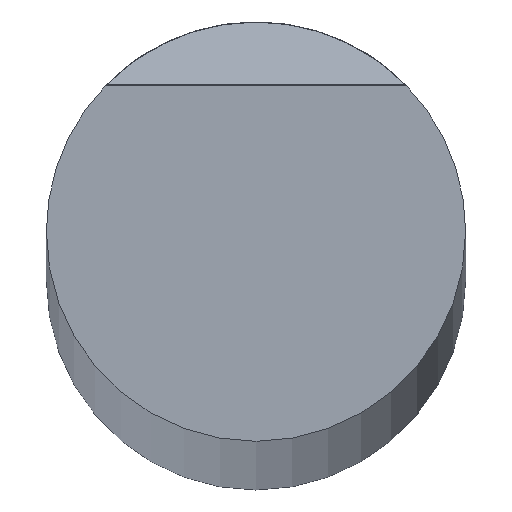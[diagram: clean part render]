
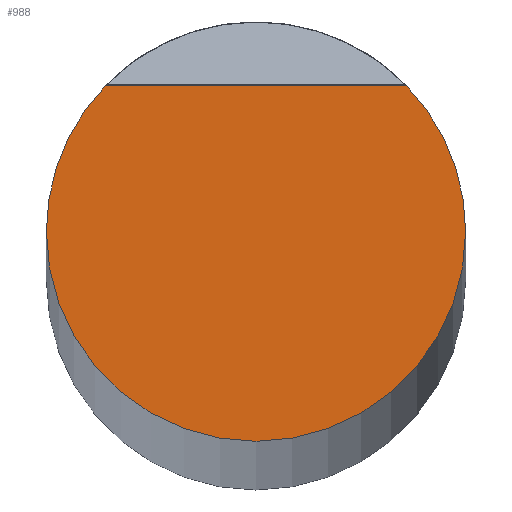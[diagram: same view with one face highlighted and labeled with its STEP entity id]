
A CAD part, top view. The second image highlights one B-rep face of the part: STEP entity #988.
In plain terms, the highlighted planar face has unit normal (0, 0, 1).
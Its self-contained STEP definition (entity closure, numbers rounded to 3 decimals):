
#988=ADVANCED_FACE('NONE',(#3243),#3244,.T.);
#3243=FACE_OUTER_BOUND('',#6445,.T.);
#3244=PLANE('',#6446);
#6445=EDGE_LOOP('',(#10610,#10611,#10612,#10613));
#6446=AXIS2_PLACEMENT_3D('',#10614,#10615,#10616);
#10610=ORIENTED_EDGE('',*,*,#18279,.F.);
#10611=ORIENTED_EDGE('',*,*,#17003,.T.);
#10612=ORIENTED_EDGE('',*,*,#18276,.T.);
#10613=ORIENTED_EDGE('',*,*,#16995,.T.);
#10614=CARTESIAN_POINT('',(0.0,0.0,998.543));
#10615=DIRECTION('',(0.0,0.0,1.0));
#10616=DIRECTION('',(1.0,-0.0,0.0));
#16995=EDGE_CURVE('NONE',#19875,#19876,#19877,.T.);
#17003=EDGE_CURVE('NONE',#19892,#19890,#19893,.T.);
#18276=EDGE_CURVE('NONE',#19890,#19875,#22436,.T.);
#18279=EDGE_CURVE('NONE',#19892,#19876,#22439,.T.);
#19875=VERTEX_POINT('NONE',#24035);
#19876=VERTEX_POINT('NONE',#24036);
#19877=CIRCLE('',#24037,7.5);
#19890=VERTEX_POINT('NONE',#24063);
#19892=VERTEX_POINT('NONE',#24066);
#19893=CIRCLE('',#24067,7.5);
#22436=CIRCLE('',#33596,7.5);
#22439=LINE('',#33599,#33600);
#24035=CARTESIAN_POINT('',(7.5,0.,998.543));
#24036=CARTESIAN_POINT('',(5.356,5.25,998.543));
#24037=AXIS2_PLACEMENT_3D('',#35832,#35833,#35834);
#24063=CARTESIAN_POINT('',(-7.5,0.0,998.543));
#24066=CARTESIAN_POINT('',(-5.356,5.25,998.543));
#24067=AXIS2_PLACEMENT_3D('',#35845,#35846,#35847);
#33596=AXIS2_PLACEMENT_3D('',#36484,#36485,#36486);
#33599=CARTESIAN_POINT('',(0.0,5.25,998.543));
#33600=VECTOR('',#36490,1000.0);
#35832=CARTESIAN_POINT('',(0.0,0.0,998.543));
#35833=DIRECTION('',(0.0,0.0,1.0));
#35834=DIRECTION('',(1.0,0.0,0.0));
#35845=CARTESIAN_POINT('',(0.0,0.0,998.543));
#35846=DIRECTION('',(0.0,0.0,1.0));
#35847=DIRECTION('',(1.0,0.0,0.0));
#36484=CARTESIAN_POINT('',(0.0,0.0,998.543));
#36485=DIRECTION('',(0.0,0.0,1.0));
#36486=DIRECTION('',(1.0,0.0,0.0));
#36490=DIRECTION('',(1.0,0.0,-0.0));
